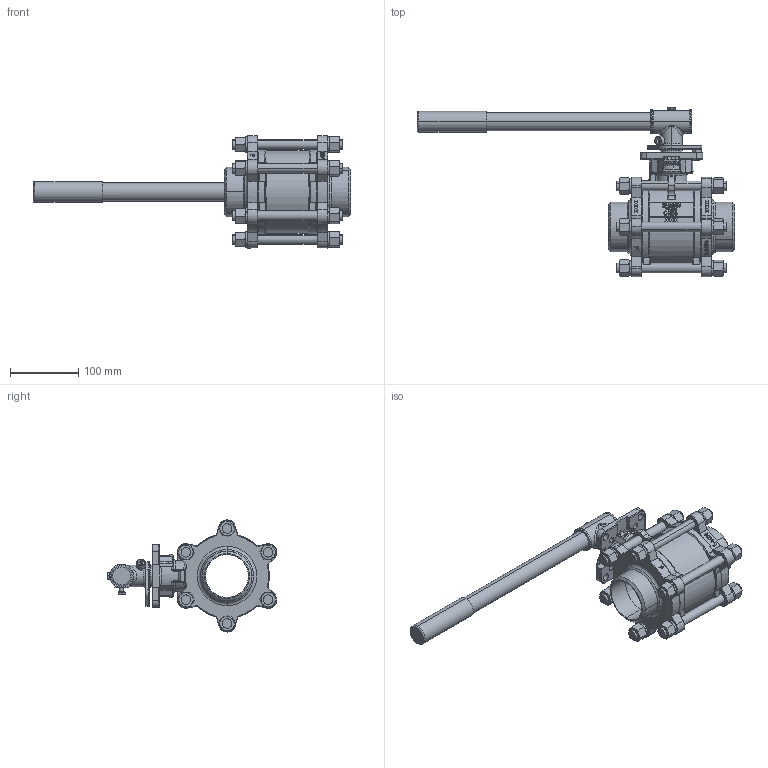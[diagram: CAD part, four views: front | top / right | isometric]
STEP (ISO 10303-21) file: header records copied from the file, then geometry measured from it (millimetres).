
FILE_DESCRIPTION (( 'STEP AP214' ), '1' );
FILE_NAME ('2719.702R Typ A27D DN65 FB ISO.STEP', '2019-07-19T08:13:36', ( '' ), ( '' ), 'SwSTEP 2.0', 'SolidWorks 2017', '' );
FILE_SCHEMA (( 'AUTOMOTIVE_DESIGN' ));
Length unit declared in the file: millimetre
Products named in the file (1): 2719.702R Typ A27D DN65 FB ISO
Bounding box: 464.5 x 248.01 x 164 mm (x, y, z)
Volume: 1167386.8 mm3; surface area: 414604.4 mm2
Topology: 49 solids, 49 shells, 1936 faces, 5099 edges, 3313 vertices
Faces by surface type: plane 628, cylinder 559, cone 301, torus 238, bspline 181, sphere 29
Entity records: 101537 total; most frequent: CARTESIAN_POINT 33395, ORIENTED_EDGE 10086, DIRECTION 9220, EDGE_CURVE 5043, AXIS2_PLACEMENT_3D 3731, VERTEX_POINT 3303, EDGE_LOOP 2146, UNCERTAINTY_MEASURE_WITH_UNIT 1987
